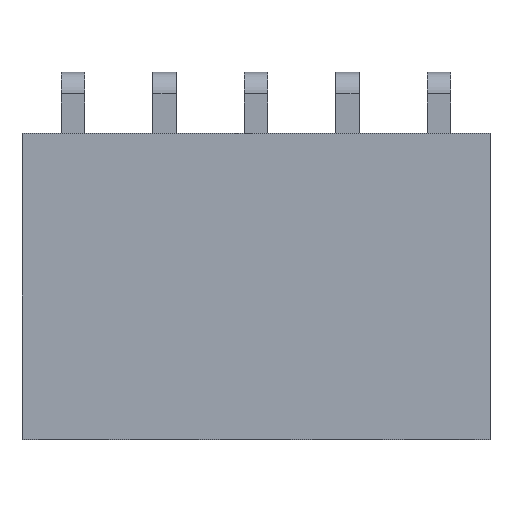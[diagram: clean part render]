
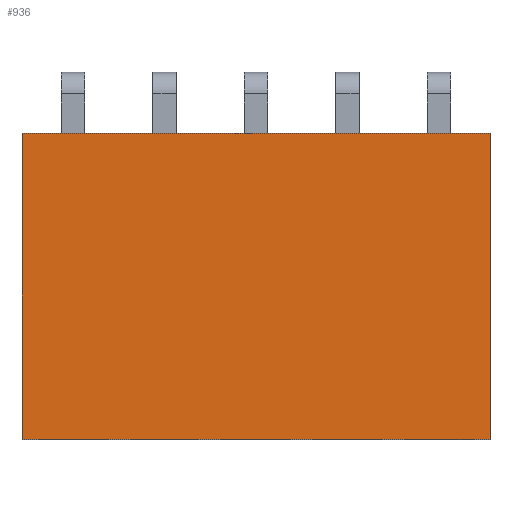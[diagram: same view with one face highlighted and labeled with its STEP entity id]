
A CAD part, top view. The second image highlights one B-rep face of the part: STEP entity #936.
In plain terms, the highlighted planar face has unit normal (0, 0, 1).
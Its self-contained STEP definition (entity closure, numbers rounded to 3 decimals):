
#936=ADVANCED_FACE('',(#3147),#3149,.T.);
#3147=FACE_BOUND('',#3148,.T.);
#3148=EDGE_LOOP('',(#4914,#4915,#4916,#4917));
#3149=PLANE('',#3150);
#3150=AXIS2_PLACEMENT_3D('',#3151,#3152,#3153);
#3151=CARTESIAN_POINT('',(11.58,-10.,2.5));
#3152=DIRECTION('',(0.,-0.,1.));
#3153=DIRECTION('',(0.,1.,0.));
#4914=ORIENTED_EDGE('',*,*,#6105,.T.);
#4915=ORIENTED_EDGE('',*,*,#6137,.T.);
#4916=ORIENTED_EDGE('',*,*,#6135,.F.);
#4917=ORIENTED_EDGE('',*,*,#6153,.F.);
#6105=EDGE_CURVE('',#7024,#7022,#7025,.T.);
#6135=EDGE_CURVE('',#7074,#7076,#7077,.T.);
#6137=EDGE_CURVE('',#7022,#7076,#7079,.T.);
#6153=EDGE_CURVE('',#7024,#7074,#7097,.T.);
#7022=VERTEX_POINT('',#8748);
#7024=VERTEX_POINT('',#8752);
#7025=LINE('',#8753,#8754);
#7074=VERTEX_POINT('',#8860);
#7076=VERTEX_POINT('',#8864);
#7077=LINE('',#8865,#8866);
#7079=LINE('',#8871,#8872);
#7097=LINE('',#8921,#8922);
#8748=CARTESIAN_POINT('',(11.58,-1.5,2.5));
#8752=CARTESIAN_POINT('',(11.58,-10.,2.5));
#8753=CARTESIAN_POINT('',(11.58,-10.,2.5));
#8754=VECTOR('',#8755,1.);
#8755=DIRECTION('',(0.,1.,0.));
#8860=CARTESIAN_POINT('',(-1.42,-10.,2.5));
#8864=CARTESIAN_POINT('',(-1.42,-1.5,2.5));
#8865=CARTESIAN_POINT('',(-1.42,-10.,2.5));
#8866=VECTOR('',#8867,1.);
#8867=DIRECTION('',(0.,1.,0.));
#8871=CARTESIAN_POINT('',(11.58,-1.5,2.5));
#8872=VECTOR('',#8873,1.);
#8873=DIRECTION('',(-1.,0.,0.));
#8921=CARTESIAN_POINT('',(11.58,-10.,2.5));
#8922=VECTOR('',#8923,1.);
#8923=DIRECTION('',(-1.,0.,0.));
